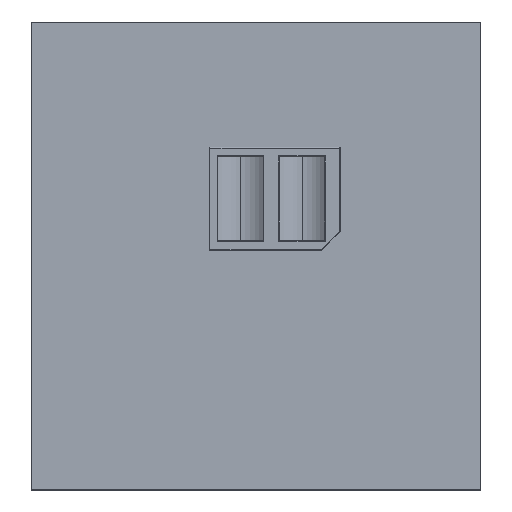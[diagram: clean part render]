
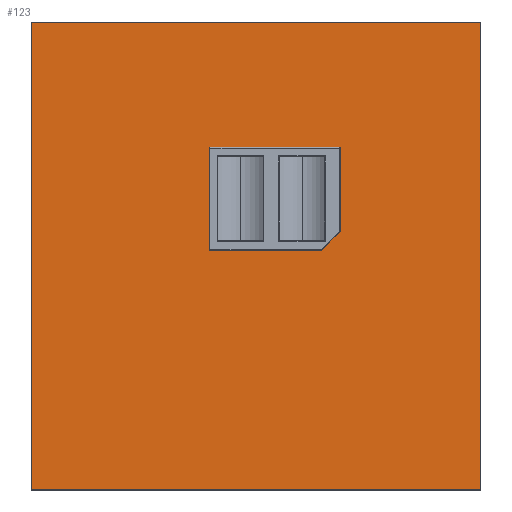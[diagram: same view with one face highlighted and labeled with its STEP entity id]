
A CAD part, top view. The second image highlights one B-rep face of the part: STEP entity #123.
In plain terms, the highlighted planar face has unit normal (0, 0, 1).
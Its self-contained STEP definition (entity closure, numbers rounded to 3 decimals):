
#2 = EDGE_CURVE ( 'NONE', #486, #362, #302, .T. ) ;
#41 = DIRECTION ( 'NONE',  ( -1., 0., 0. ) ) ;
#43 = CARTESIAN_POINT ( 'NONE',  ( -6., -6.25, 1. ) ) ;
#62 = AXIS2_PLACEMENT_3D ( 'NONE', #696, #529, #854 ) ;
#67 = CARTESIAN_POINT ( 'NONE',  ( 0.925, -0.675, 1. ) ) ;
#87 = VERTEX_POINT ( 'NONE', #518 ) ;
#103 = ORIENTED_EDGE ( 'NONE', *, *, #478, .T. ) ;
#116 = CARTESIAN_POINT ( 'NONE',  ( -1.25, 2.9, 1. ) ) ;
#118 = DIRECTION ( 'NONE',  ( 0., 1., 0. ) ) ;
#121 = CARTESIAN_POINT ( 'NONE',  ( 1.75, 0.15, 1. ) ) ;
#123 = ADVANCED_FACE ( 'NONE', ( #736, #429 ), #940, .T. ) ;
#156 = VECTOR ( 'NONE', #321, 1000. ) ;
#169 = CARTESIAN_POINT ( 'NONE',  ( 6., 6.25, 1. ) ) ;
#190 = CARTESIAN_POINT ( 'NONE',  ( 6., 6.25, 1. ) ) ;
#198 = CARTESIAN_POINT ( 'NONE',  ( -1.25, 6.25, 1. ) ) ;
#221 = CARTESIAN_POINT ( 'NONE',  ( -6., 6.25, 1. ) ) ;
#232 = ORIENTED_EDGE ( 'NONE', *, *, #1023, .T. ) ;
#259 = ORIENTED_EDGE ( 'NONE', *, *, #555, .T. ) ;
#270 = LINE ( 'NONE', #43, #579 ) ;
#301 = DIRECTION ( 'NONE',  ( 1., 0., 0. ) ) ;
#302 = LINE ( 'NONE', #416, #884 ) ;
#303 = ORIENTED_EDGE ( 'NONE', *, *, #504, .T. ) ;
#314 = CARTESIAN_POINT ( 'NONE',  ( 2.25, 6.25, 1. ) ) ;
#319 = CARTESIAN_POINT ( 'NONE',  ( -1.25, 0.15, 1. ) ) ;
#321 = DIRECTION ( 'NONE',  ( 0., -1., 0. ) ) ;
#342 = LINE ( 'NONE', #371, #368 ) ;
#347 = ORIENTED_EDGE ( 'NONE', *, *, #584, .T. ) ;
#362 = VERTEX_POINT ( 'NONE', #319 ) ;
#364 = CARTESIAN_POINT ( 'NONE',  ( -6., 6.25, 1. ) ) ;
#368 = VECTOR ( 'NONE', #41, 1000. ) ;
#371 = CARTESIAN_POINT ( 'NONE',  ( -6., 6.25, 1. ) ) ;
#376 = CARTESIAN_POINT ( 'NONE',  ( 6., -6.25, 1. ) ) ;
#397 = EDGE_LOOP ( 'NONE', ( #557, #347, #303, #698, #232 ) ) ;
#405 = DIRECTION ( 'NONE',  ( 0., 1., 0. ) ) ;
#410 = LINE ( 'NONE', #451, #867 ) ;
#416 = CARTESIAN_POINT ( 'NONE',  ( -6., 0.15, 1. ) ) ;
#426 = VECTOR ( 'NONE', #877, 1000. ) ;
#429 = FACE_BOUND ( 'NONE', #397, .T. ) ;
#451 = CARTESIAN_POINT ( 'NONE',  ( -6., 2.9, 1. ) ) ;
#454 = CARTESIAN_POINT ( 'NONE',  ( -6., -6.25, 1. ) ) ;
#478 = EDGE_CURVE ( 'NONE', #863, #573, #342, .T. ) ;
#479 = VERTEX_POINT ( 'NONE', #942 ) ;
#486 = VERTEX_POINT ( 'NONE', #121 ) ;
#504 = EDGE_CURVE ( 'NONE', #827, #479, #410, .T. ) ;
#518 = CARTESIAN_POINT ( 'NONE',  ( 2.25, 0.65, 1. ) ) ;
#529 = DIRECTION ( 'NONE',  ( 0., 0., 1. ) ) ;
#555 = EDGE_CURVE ( 'NONE', #885, #863, #813, .T. ) ;
#557 = ORIENTED_EDGE ( 'NONE', *, *, #2, .T. ) ;
#564 = ORIENTED_EDGE ( 'NONE', *, *, #925, .T. ) ;
#570 = LINE ( 'NONE', #198, #986 ) ;
#573 = VERTEX_POINT ( 'NONE', #364 ) ;
#579 = VECTOR ( 'NONE', #301, 1000. ) ;
#582 = VECTOR ( 'NONE', #405, 1000. ) ;
#583 = VECTOR ( 'NONE', #638, 1000. ) ;
#584 = EDGE_CURVE ( 'NONE', #362, #827, #570, .T. ) ;
#586 = DIRECTION ( 'NONE',  ( -1., 0., 0. ) ) ;
#638 = DIRECTION ( 'NONE',  ( -0.707, -0.707, 0. ) ) ;
#696 = CARTESIAN_POINT ( 'NONE',  ( -6., 6.25, 1. ) ) ;
#698 = ORIENTED_EDGE ( 'NONE', *, *, #778, .T. ) ;
#733 = LINE ( 'NONE', #314, #426 ) ;
#736 = FACE_OUTER_BOUND ( 'NONE', #1007, .T. ) ;
#758 = LINE ( 'NONE', #67, #583 ) ;
#778 = EDGE_CURVE ( 'NONE', #479, #87, #733, .T. ) ;
#785 = DIRECTION ( 'NONE',  ( 1., 0., 0. ) ) ;
#813 = LINE ( 'NONE', #169, #582 ) ;
#827 = VERTEX_POINT ( 'NONE', #116 ) ;
#834 = LINE ( 'NONE', #221, #156 ) ;
#854 = DIRECTION ( 'NONE',  ( 1., 0., 0. ) ) ;
#863 = VERTEX_POINT ( 'NONE', #190 ) ;
#866 = EDGE_CURVE ( 'NONE', #895, #885, #270, .T. ) ;
#867 = VECTOR ( 'NONE', #785, 1000. ) ;
#877 = DIRECTION ( 'NONE',  ( 0., -1., 0. ) ) ;
#884 = VECTOR ( 'NONE', #586, 1000. ) ;
#885 = VERTEX_POINT ( 'NONE', #376 ) ;
#895 = VERTEX_POINT ( 'NONE', #454 ) ;
#910 = ORIENTED_EDGE ( 'NONE', *, *, #866, .T. ) ;
#925 = EDGE_CURVE ( 'NONE', #573, #895, #834, .T. ) ;
#940 = PLANE ( 'NONE',  #62 ) ;
#942 = CARTESIAN_POINT ( 'NONE',  ( 2.25, 2.9, 1. ) ) ;
#986 = VECTOR ( 'NONE', #118, 1000. ) ;
#1007 = EDGE_LOOP ( 'NONE', ( #564, #910, #259, #103 ) ) ;
#1023 = EDGE_CURVE ( 'NONE', #87, #486, #758, .T. ) ;
